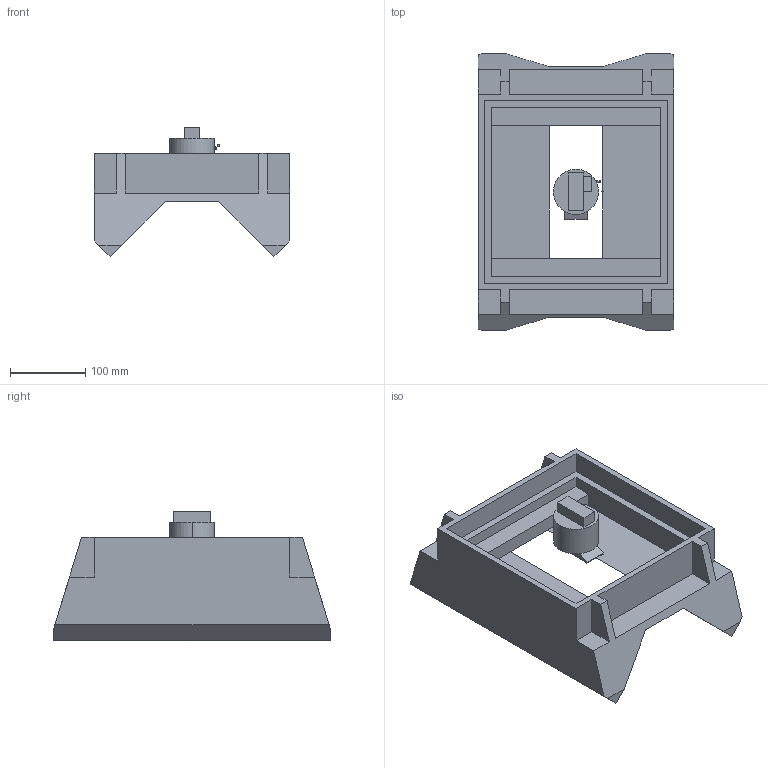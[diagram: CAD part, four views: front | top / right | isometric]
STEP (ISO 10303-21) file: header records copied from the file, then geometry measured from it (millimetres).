
FILE_DESCRIPTION(('produced by SPATIAL CORP'),'2;1');
FILE_NAME( 'lower_carriage.hh.sat.stp','2002-04-22T18:06:28+00:00',('SPATIAL CORP'),('SPATIAL CORP'), 'ACIS STEP Husk','http://www.spatial.com','SPATIAL CORP');
FILE_SCHEMA(('CONFIG_CONTROL_DESIGN'));
Length unit declared in the file: millimetre
Products named in the file (57): PRODUCT_ID_1; PRODUCT_ID_2; PRODUCT_ID_3; PRODUCT_ID_4; PRODUCT_ID_5; PRODUCT_ID_6; PRODUCT_ID_7; PRODUCT_ID_8; PRODUCT_ID_9; PRODUCT_ID_10; PRODUCT_ID_11; PRODUCT_ID_12; PRODUCT_ID_13; PRODUCT_ID_14; PRODUCT_ID_15; PRODUCT_ID_16; PRODUCT_ID_17; PRODUCT_ID_18; PRODUCT_ID_19; PRODUCT_ID_20; PRODUCT_ID_21; PRODUCT_ID_22; PRODUCT_ID_23; PRODUCT_ID_24; PRODUCT_ID_25; PRODUCT_ID_26; PRODUCT_ID_27; PRODUCT_ID_28; PRODUCT_ID_29; PRODUCT_ID_30; PRODUCT_ID_31; PRODUCT_ID_32; PRODUCT_ID_33; PRODUCT_ID_34; PRODUCT_ID_35; PRODUCT_ID_36; PRODUCT_ID_37; PRODUCT_ID_38; PRODUCT_ID_39; PRODUCT_ID_40 ...
Bounding box: 259.84 x 368.11 x 172.72 mm (x, y, z)
Volume: 4275350.7 mm3; surface area: 402986.7 mm2
Topology: 59 solids, 59 shells, 533 faces, 1176 edges, 730 vertices
Faces by surface type: plane 300, torus 92, cylinder 71, sphere 36, bspline 21, cone 13
Entity records: 21491 total; most frequent: CARTESIAN_POINT 5767, ORIENTED_EDGE 2270, DIRECTION 1994, EDGE_CURVE 1135, VERTEX_POINT 731, AXIS2_PLACEMENT_3D 683, VECTOR 628, LINE 628
